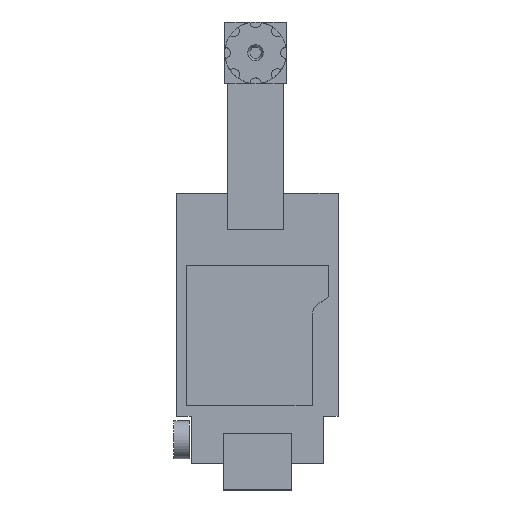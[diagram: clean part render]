
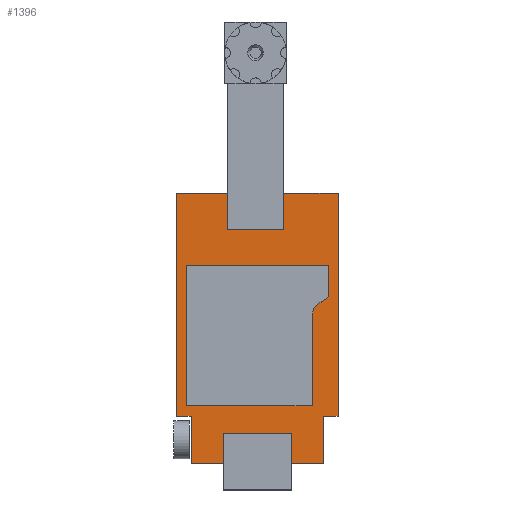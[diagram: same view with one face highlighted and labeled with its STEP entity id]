
A CAD part, top view. The second image highlights one B-rep face of the part: STEP entity #1396.
In plain terms, the highlighted planar face has unit normal (0, 0, 1).
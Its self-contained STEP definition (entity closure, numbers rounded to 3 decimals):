
#103=FACE_OUTER_BOUND('',#186,.T.);
#186=EDGE_LOOP('',(#976,#977,#978,#979,#980,#981,#982,#983));
#279=LINE('',#2058,#436);
#283=LINE('',#2066,#440);
#286=LINE('',#2072,#443);
#289=LINE('',#2078,#446);
#292=LINE('',#2084,#449);
#295=LINE('',#2090,#452);
#298=LINE('',#2096,#455);
#301=LINE('',#2101,#458);
#436=VECTOR('',#1649,10.);
#440=VECTOR('',#1655,10.);
#443=VECTOR('',#1660,10.);
#446=VECTOR('',#1665,10.);
#449=VECTOR('',#1670,10.);
#452=VECTOR('',#1675,10.);
#455=VECTOR('',#1680,10.);
#458=VECTOR('',#1685,10.);
#585=VERTEX_POINT('',#2056);
#586=VERTEX_POINT('',#2057);
#589=VERTEX_POINT('',#2065);
#591=VERTEX_POINT('',#2071);
#593=VERTEX_POINT('',#2077);
#595=VERTEX_POINT('',#2083);
#597=VERTEX_POINT('',#2089);
#599=VERTEX_POINT('',#2095);
#726=EDGE_CURVE('',#585,#586,#279,.T.);
#730=EDGE_CURVE('',#586,#589,#283,.T.);
#733=EDGE_CURVE('',#589,#591,#286,.T.);
#736=EDGE_CURVE('',#591,#593,#289,.T.);
#739=EDGE_CURVE('',#593,#595,#292,.T.);
#742=EDGE_CURVE('',#597,#595,#295,.T.);
#745=EDGE_CURVE('',#599,#597,#298,.T.);
#748=EDGE_CURVE('',#599,#585,#301,.T.);
#976=ORIENTED_EDGE('',*,*,#748,.T.);
#977=ORIENTED_EDGE('',*,*,#726,.T.);
#978=ORIENTED_EDGE('',*,*,#730,.T.);
#979=ORIENTED_EDGE('',*,*,#733,.T.);
#980=ORIENTED_EDGE('',*,*,#736,.T.);
#981=ORIENTED_EDGE('',*,*,#739,.T.);
#982=ORIENTED_EDGE('',*,*,#742,.F.);
#983=ORIENTED_EDGE('',*,*,#745,.F.);
#1326=PLANE('',#1497);
#1396=ADVANCED_FACE('',(#103),#1326,.T.);
#1497=AXIS2_PLACEMENT_3D('',#2103,#1687,#1688);
#1649=DIRECTION('',(0.,1.,0.));
#1655=DIRECTION('',(1.,0.,0.));
#1660=DIRECTION('',(0.,1.,0.));
#1665=DIRECTION('',(-1.,0.,0.));
#1670=DIRECTION('',(0.,-1.,0.));
#1675=DIRECTION('',(-1.,0.,0.));
#1680=DIRECTION('',(0.,1.,0.));
#1685=DIRECTION('',(1.,0.,0.));
#1687=DIRECTION('center_axis',(0.,0.,1.));
#1688=DIRECTION('ref_axis',(1.,0.,0.));
#2056=CARTESIAN_POINT('',(15.5,0.,0.));
#2057=CARTESIAN_POINT('',(15.5,5.,0.));
#2058=CARTESIAN_POINT('',(15.5,0.,0.));
#2065=CARTESIAN_POINT('',(17.,5.,0.));
#2066=CARTESIAN_POINT('',(15.5,5.,0.));
#2071=CARTESIAN_POINT('',(17.,28.5,0.));
#2072=CARTESIAN_POINT('',(17.,0.,0.));
#2077=CARTESIAN_POINT('',(0.,28.5,0.));
#2078=CARTESIAN_POINT('',(17.,28.5,0.));
#2083=CARTESIAN_POINT('',(0.,5.,0.));
#2084=CARTESIAN_POINT('',(0.,28.5,0.));
#2089=CARTESIAN_POINT('',(1.5,5.,0.));
#2090=CARTESIAN_POINT('',(1.5,5.,0.));
#2095=CARTESIAN_POINT('',(1.5,0.,0.));
#2096=CARTESIAN_POINT('',(1.5,0.,0.));
#2101=CARTESIAN_POINT('',(0.,0.,0.));
#2103=CARTESIAN_POINT('Origin',(8.5,14.25,0.));
